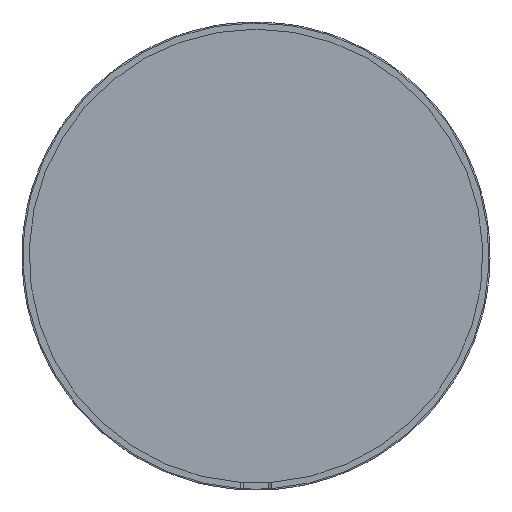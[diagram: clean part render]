
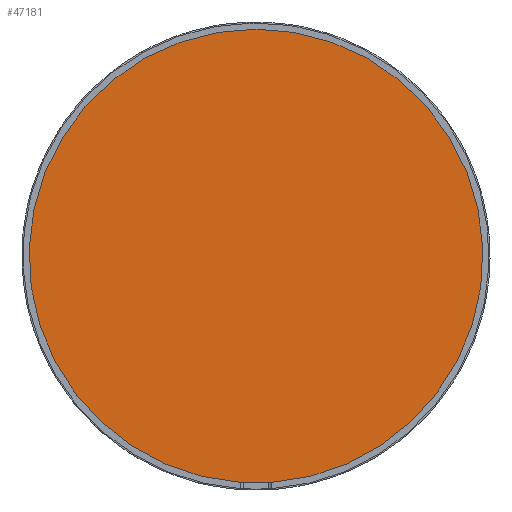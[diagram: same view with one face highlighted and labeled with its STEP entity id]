
A CAD part, left-side view. The second image highlights one B-rep face of the part: STEP entity #47181.
In plain terms, the highlighted face is planar.
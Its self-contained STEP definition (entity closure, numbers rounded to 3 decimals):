
#46936=CARTESIAN_POINT(' ',(-5.,-72.511,0.));
#46941=DIRECTION(' ',(1.,0.,0.));
#46946=VECTOR(' ',#46941,1.);
#46951=LINE('',#46936,#46946);
#46956=CARTESIAN_POINT(' ',(-5.,-72.511,0.));
#46957=VERTEX_POINT(' ',#46956);
#46961=CARTESIAN_POINT(' ',(5.002,-72.511,0.));
#46962=VERTEX_POINT(' ',#46961);
#46966=EDGE_CURVE(' ',#46957,#46962,#46951,.T.);
#47106=DIRECTION(' ',(0.,0.,-1.));
#47111=CARTESIAN_POINT(' ',(-73.278,-72.511,0.));
#47116=DIRECTION(' ',(0.,1.,0.));
#47121=AXIS2_PLACEMENT_3D(' ',#47111,#47106,#47116);
#47126=PLANE('',#47121);
#47131=CARTESIAN_POINT(' ',(0.001,0.,0.));
#47136=DIRECTION(' ',(0.,0.,-1.));
#47141=DIRECTION(' ',(-0.069,-0.998,0.));
#47146=AXIS2_PLACEMENT_3D(' ',#47131,#47136,#47141);
#47151=CIRCLE('',#47146,72.683);
#47156=EDGE_CURVE(' ',#46957,#46962,#47151,.T.);
#47161=ORIENTED_EDGE(' ',*,*,#47156,.T.);
#47166=ORIENTED_EDGE(' ',*,*,#46966,.F.);
#47171=EDGE_LOOP(' ',(#47161,#47166));
#47176=FACE_OUTER_BOUND(' ',#47171,.T.);
#47181=ADVANCED_FACE('',(#47176),#47126,.T.);
